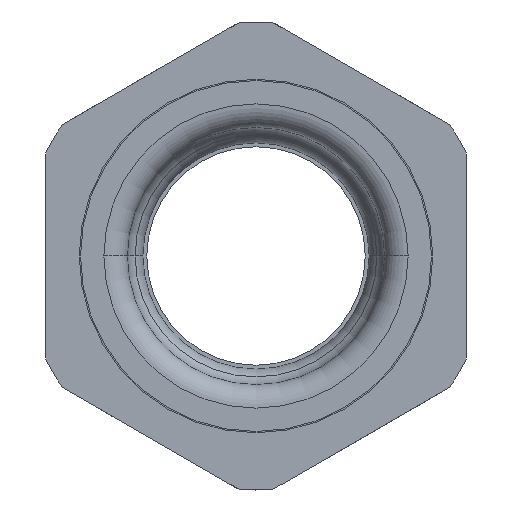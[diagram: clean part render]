
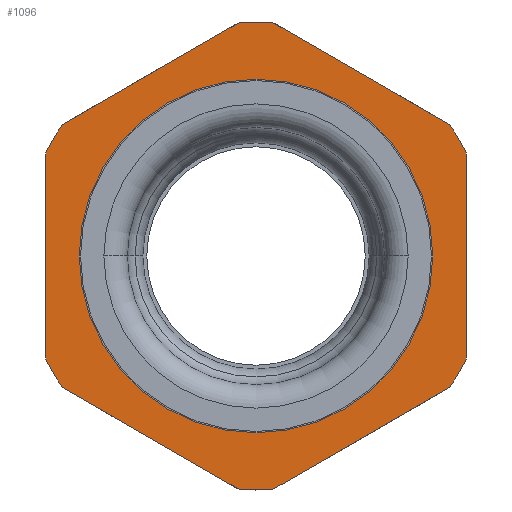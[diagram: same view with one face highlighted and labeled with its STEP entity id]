
A CAD part, front view. The second image highlights one B-rep face of the part: STEP entity #1096.
In plain terms, the highlighted planar face has unit normal (0, -1, 0).
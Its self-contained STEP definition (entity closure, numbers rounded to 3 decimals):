
#14 = ORIENTED_EDGE ( 'NONE', *, *, #544, .F. ) ;
#17 = EDGE_CURVE ( 'NONE', #2304, #438, #2182, .T. ) ;
#61 = ORIENTED_EDGE ( 'NONE', *, *, #195, .F. ) ;
#101 = EDGE_CURVE ( 'NONE', #514, #1777, #1795, .T. ) ;
#156 = ORIENTED_EDGE ( 'NONE', *, *, #1077, .F. ) ;
#188 = CARTESIAN_POINT ( 'NONE',  ( 1.088, -7.75, 14.961 ) ) ;
#195 = EDGE_CURVE ( 'NONE', #2240, #290, #1620, .T. ) ;
#208 = CARTESIAN_POINT ( 'NONE',  ( -13.5, -7.75, -7.794 ) ) ;
#253 = CARTESIAN_POINT ( 'NONE',  ( 0., -7.75, 0. ) ) ;
#260 = ORIENTED_EDGE ( 'NONE', *, *, #2403, .T. ) ;
#290 = VERTEX_POINT ( 'NONE', #1254 ) ;
#298 = DIRECTION ( 'NONE',  ( 0., 1., 0. ) ) ;
#317 = CARTESIAN_POINT ( 'NONE',  ( 0., -7.75, 0. ) ) ;
#332 = DIRECTION ( 'NONE',  ( -0.866, 0., -0.5 ) ) ;
#334 = VECTOR ( 'NONE', #2255, 1000. ) ;
#337 = CIRCLE ( 'NONE', #711, 15. ) ;
#339 = CIRCLE ( 'NONE', #507, 15. ) ;
#340 = EDGE_CURVE ( 'NONE', #1699, #1649, #1882, .T. ) ;
#382 = AXIS2_PLACEMENT_3D ( 'NONE', #317, #721, #2140 ) ;
#389 = LINE ( 'NONE', #1973, #2557 ) ;
#392 = CARTESIAN_POINT ( 'NONE',  ( -13.5, -7.75, -6.538 ) ) ;
#429 = EDGE_LOOP ( 'NONE', ( #1754, #260 ) ) ;
#438 = VERTEX_POINT ( 'NONE', #1298 ) ;
#448 = CARTESIAN_POINT ( 'NONE',  ( 0., -7.75, 0. ) ) ;
#496 = VERTEX_POINT ( 'NONE', #2543 ) ;
#507 = AXIS2_PLACEMENT_3D ( 'NONE', #782, #1407, #973 ) ;
#514 = VERTEX_POINT ( 'NONE', #1198 ) ;
#531 = CARTESIAN_POINT ( 'NONE',  ( 0., -7.75, 0. ) ) ;
#540 = DIRECTION ( 'NONE',  ( 0., 1., 0. ) ) ;
#544 = EDGE_CURVE ( 'NONE', #496, #1699, #339, .T. ) ;
#697 = ORIENTED_EDGE ( 'NONE', *, *, #17, .F. ) ;
#711 = AXIS2_PLACEMENT_3D ( 'NONE', #962, #1695, #1874 ) ;
#719 = EDGE_CURVE ( 'NONE', #898, #2304, #1935, .T. ) ;
#721 = DIRECTION ( 'NONE',  ( 0., 1., 0. ) ) ;
#751 = ORIENTED_EDGE ( 'NONE', *, *, #340, .F. ) ;
#758 = CIRCLE ( 'NONE', #846, 11.33 ) ;
#763 = DIRECTION ( 'NONE',  ( 0., 1., 0. ) ) ;
#782 = CARTESIAN_POINT ( 'NONE',  ( 0., -7.75, 0. ) ) ;
#806 = CARTESIAN_POINT ( 'NONE',  ( 11.33, -7.75, 0. ) ) ;
#819 = FACE_BOUND ( 'NONE', #429, .T. ) ;
#824 = DIRECTION ( 'NONE',  ( -1., 0., 0. ) ) ;
#846 = AXIS2_PLACEMENT_3D ( 'NONE', #531, #763, #1566 ) ;
#882 = VERTEX_POINT ( 'NONE', #392 ) ;
#898 = VERTEX_POINT ( 'NONE', #2379 ) ;
#908 = LINE ( 'NONE', #1708, #1850 ) ;
#944 = VECTOR ( 'NONE', #1564, 1000. ) ;
#962 = CARTESIAN_POINT ( 'NONE',  ( 0., -7.75, 0. ) ) ;
#973 = DIRECTION ( 'NONE',  ( -1., 0., 0. ) ) ;
#980 = VERTEX_POINT ( 'NONE', #806 ) ;
#986 = DIRECTION ( 'NONE',  ( 0., 0., -1. ) ) ;
#1056 = DIRECTION ( 'NONE',  ( 0., 1., 0. ) ) ;
#1070 = DIRECTION ( 'NONE',  ( -1., 0., 0. ) ) ;
#1071 = DIRECTION ( 'NONE',  ( 1., 0., 0. ) ) ;
#1073 = VECTOR ( 'NONE', #332, 1000. ) ;
#1077 = EDGE_CURVE ( 'NONE', #882, #898, #2059, .T. ) ;
#1096 = ADVANCED_FACE ( 'NONE', ( #819, #2031 ), #1621, .T. ) ;
#1126 = CARTESIAN_POINT ( 'NONE',  ( -12.412, -7.75, 8.422 ) ) ;
#1189 = EDGE_CURVE ( 'NONE', #1649, #514, #337, .T. ) ;
#1198 = CARTESIAN_POINT ( 'NONE',  ( -1.088, -7.75, -14.961 ) ) ;
#1204 = ORIENTED_EDGE ( 'NONE', *, *, #2389, .F. ) ;
#1210 = VECTOR ( 'NONE', #1397, 1000. ) ;
#1222 = AXIS2_PLACEMENT_3D ( 'NONE', #1549, #540, #1531 ) ;
#1236 = DIRECTION ( 'NONE',  ( 1., 0., 0. ) ) ;
#1254 = CARTESIAN_POINT ( 'NONE',  ( 13.5, -7.75, 6.538 ) ) ;
#1298 = CARTESIAN_POINT ( 'NONE',  ( -1.088, -7.75, 14.961 ) ) ;
#1311 = CARTESIAN_POINT ( 'NONE',  ( 13.5, -7.75, -7.794 ) ) ;
#1330 = EDGE_LOOP ( 'NONE', ( #1386, #751, #14, #1204, #61, #1873, #1771, #697, #2274, #156, #2352, #2572 ) ) ;
#1386 = ORIENTED_EDGE ( 'NONE', *, *, #1189, .F. ) ;
#1397 = DIRECTION ( 'NONE',  ( -0.866, 0., 0.5 ) ) ;
#1407 = DIRECTION ( 'NONE',  ( 0., 1., 0. ) ) ;
#1432 = CARTESIAN_POINT ( 'NONE',  ( -15., -7.75, 0. ) ) ;
#1439 = CARTESIAN_POINT ( 'NONE',  ( 0., -7.75, 0. ) ) ;
#1454 = AXIS2_PLACEMENT_3D ( 'NONE', #253, #1056, #1070 ) ;
#1461 = EDGE_CURVE ( 'NONE', #1777, #882, #2143, .T. ) ;
#1493 = EDGE_CURVE ( 'NONE', #980, #1522, #1933, .T. ) ;
#1510 = DIRECTION ( 'NONE',  ( 0.866, 0., -0.5 ) ) ;
#1522 = VERTEX_POINT ( 'NONE', #1934 ) ;
#1528 = EDGE_CURVE ( 'NONE', #438, #1753, #2103, .T. ) ;
#1531 = DIRECTION ( 'NONE',  ( -1., 0., 0. ) ) ;
#1549 = CARTESIAN_POINT ( 'NONE',  ( 0., -7.75, 0. ) ) ;
#1563 = CARTESIAN_POINT ( 'NONE',  ( 12.412, -7.75, -8.422 ) ) ;
#1564 = DIRECTION ( 'NONE',  ( 0.866, 0., 0.5 ) ) ;
#1566 = DIRECTION ( 'NONE',  ( 1., 0., 0. ) ) ;
#1620 = CIRCLE ( 'NONE', #1454, 15. ) ;
#1621 = PLANE ( 'NONE',  #1797 ) ;
#1649 = VERTEX_POINT ( 'NONE', #1701 ) ;
#1674 = CARTESIAN_POINT ( 'NONE',  ( 12.412, -7.75, 8.422 ) ) ;
#1695 = DIRECTION ( 'NONE',  ( 0., 1., 0. ) ) ;
#1699 = VERTEX_POINT ( 'NONE', #1563 ) ;
#1701 = CARTESIAN_POINT ( 'NONE',  ( 1.088, -7.75, -14.961 ) ) ;
#1708 = CARTESIAN_POINT ( 'NONE',  ( 0., -7.75, 15.588 ) ) ;
#1753 = VERTEX_POINT ( 'NONE', #188 ) ;
#1754 = ORIENTED_EDGE ( 'NONE', *, *, #1493, .T. ) ;
#1771 = ORIENTED_EDGE ( 'NONE', *, *, #1528, .F. ) ;
#1777 = VERTEX_POINT ( 'NONE', #1854 ) ;
#1783 = CARTESIAN_POINT ( 'NONE',  ( 0., -7.75, -15.588 ) ) ;
#1795 = LINE ( 'NONE', #1783, #1210 ) ;
#1797 = AXIS2_PLACEMENT_3D ( 'NONE', #1432, #2424, #1236 ) ;
#1850 = VECTOR ( 'NONE', #1510, 1000. ) ;
#1854 = CARTESIAN_POINT ( 'NONE',  ( -12.412, -7.75, -8.422 ) ) ;
#1873 = ORIENTED_EDGE ( 'NONE', *, *, #2035, .F. ) ;
#1874 = DIRECTION ( 'NONE',  ( -1., 0., 0. ) ) ;
#1882 = LINE ( 'NONE', #1311, #1073 ) ;
#1933 = CIRCLE ( 'NONE', #2476, 11.33 ) ;
#1934 = CARTESIAN_POINT ( 'NONE',  ( -11.33, -7.75, 0. ) ) ;
#1935 = CIRCLE ( 'NONE', #382, 15. ) ;
#1973 = CARTESIAN_POINT ( 'NONE',  ( 13.5, -7.75, 7.794 ) ) ;
#2031 = FACE_OUTER_BOUND ( 'NONE', #1330, .T. ) ;
#2035 = EDGE_CURVE ( 'NONE', #1753, #2240, #908, .T. ) ;
#2059 = LINE ( 'NONE', #208, #334 ) ;
#2103 = CIRCLE ( 'NONE', #1222, 15. ) ;
#2140 = DIRECTION ( 'NONE',  ( -1., 0., 0. ) ) ;
#2143 = CIRCLE ( 'NONE', #2314, 15. ) ;
#2182 = LINE ( 'NONE', #2362, #944 ) ;
#2240 = VERTEX_POINT ( 'NONE', #1674 ) ;
#2255 = DIRECTION ( 'NONE',  ( 0., 0., 1. ) ) ;
#2274 = ORIENTED_EDGE ( 'NONE', *, *, #719, .F. ) ;
#2304 = VERTEX_POINT ( 'NONE', #1126 ) ;
#2314 = AXIS2_PLACEMENT_3D ( 'NONE', #448, #298, #824 ) ;
#2352 = ORIENTED_EDGE ( 'NONE', *, *, #1461, .F. ) ;
#2362 = CARTESIAN_POINT ( 'NONE',  ( -13.5, -7.75, 7.794 ) ) ;
#2379 = CARTESIAN_POINT ( 'NONE',  ( -13.5, -7.75, 6.538 ) ) ;
#2389 = EDGE_CURVE ( 'NONE', #290, #496, #389, .T. ) ;
#2403 = EDGE_CURVE ( 'NONE', #1522, #980, #758, .T. ) ;
#2424 = DIRECTION ( 'NONE',  ( 0., -1., 0. ) ) ;
#2476 = AXIS2_PLACEMENT_3D ( 'NONE', #1439, #2488, #1071 ) ;
#2488 = DIRECTION ( 'NONE',  ( 0., 1., 0. ) ) ;
#2543 = CARTESIAN_POINT ( 'NONE',  ( 13.5, -7.75, -6.538 ) ) ;
#2557 = VECTOR ( 'NONE', #986, 1000. ) ;
#2572 = ORIENTED_EDGE ( 'NONE', *, *, #101, .F. ) ;
